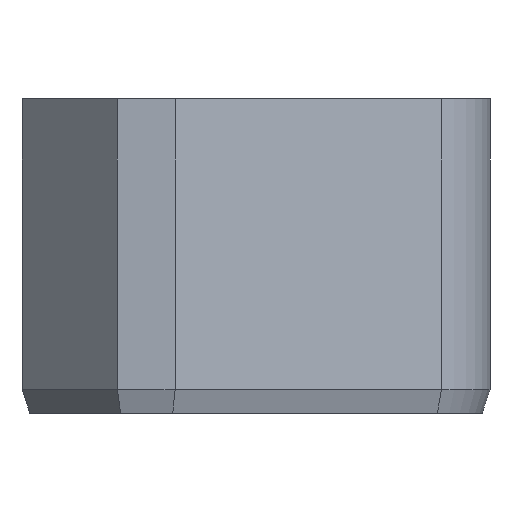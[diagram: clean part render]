
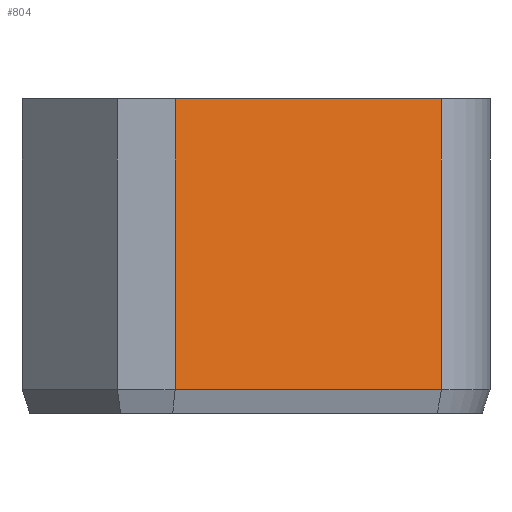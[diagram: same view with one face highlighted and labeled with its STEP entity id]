
A CAD part, left-side view. The second image highlights one B-rep face of the part: STEP entity #804.
In plain terms, the highlighted planar face has unit normal (-0.826, -0.564, 0).
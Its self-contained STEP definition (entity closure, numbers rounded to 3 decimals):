
#48=FACE_OUTER_BOUND('',#93,.T.);
#93=EDGE_LOOP('',(#574,#575,#576,#577));
#143=LINE('',#1165,#246);
#160=LINE('',#1202,#263);
#163=LINE('',#1208,#266);
#164=LINE('',#1209,#267);
#246=VECTOR('',#941,10.);
#263=VECTOR('',#976,10.);
#266=VECTOR('',#981,10.);
#267=VECTOR('',#982,10.);
#346=VERTEX_POINT('',#1159);
#347=VERTEX_POINT('',#1164);
#358=VERTEX_POINT('',#1201);
#360=VERTEX_POINT('',#1207);
#422=EDGE_CURVE('',#346,#347,#143,.T.);
#441=EDGE_CURVE('',#347,#358,#160,.T.);
#444=EDGE_CURVE('',#346,#360,#163,.T.);
#445=EDGE_CURVE('',#358,#360,#164,.T.);
#574=ORIENTED_EDGE('',*,*,#422,.F.);
#575=ORIENTED_EDGE('',*,*,#444,.T.);
#576=ORIENTED_EDGE('',*,*,#445,.F.);
#577=ORIENTED_EDGE('',*,*,#441,.F.);
#762=PLANE('',#874);
#804=ADVANCED_FACE('',(#48),#762,.F.);
#874=AXIS2_PLACEMENT_3D('',#1206,#979,#980);
#941=DIRECTION('',(-0.564,0.826,0.));
#976=DIRECTION('',(0.,0.,1.));
#979=DIRECTION('center_axis',(0.826,0.564,0.));
#980=DIRECTION('ref_axis',(-0.564,0.826,0.));
#981=DIRECTION('',(0.,0.,1.));
#982=DIRECTION('',(0.564,-0.826,0.));
#1159=CARTESIAN_POINT('',(-1.159,-9.396,0.75));
#1164=CARTESIAN_POINT('',(-6.95,-0.923,0.75));
#1165=CARTESIAN_POINT('',(-3.163,-6.464,0.75));
#1201=CARTESIAN_POINT('',(-6.95,-0.923,10.));
#1202=CARTESIAN_POINT('',(-6.95,-0.923,0.));
#1206=CARTESIAN_POINT('Origin',(-1.159,-9.396,0.));
#1207=CARTESIAN_POINT('',(-1.159,-9.396,10.));
#1208=CARTESIAN_POINT('',(-1.159,-9.396,0.));
#1209=CARTESIAN_POINT('',(-3.163,-6.464,10.));
